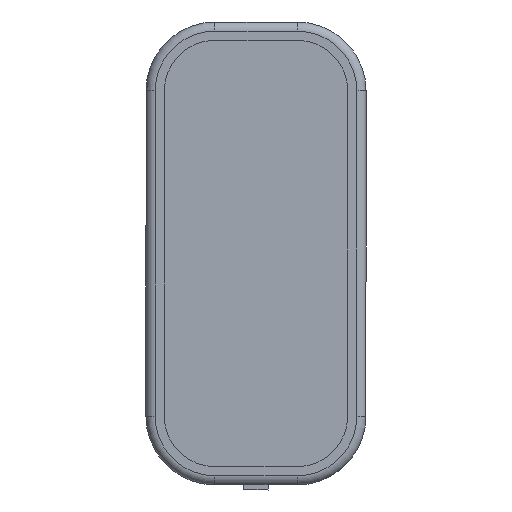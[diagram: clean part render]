
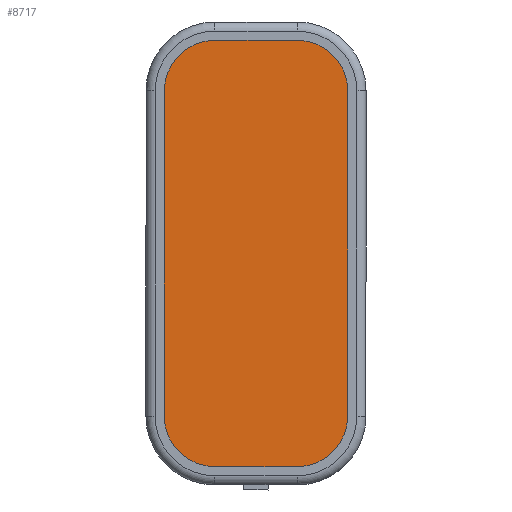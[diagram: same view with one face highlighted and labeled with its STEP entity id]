
A CAD part, front view. The second image highlights one B-rep face of the part: STEP entity #8717.
In plain terms, the highlighted planar face has unit normal (0, -1, 0).
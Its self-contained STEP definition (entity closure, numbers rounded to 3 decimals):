
#3006=CARTESIAN_POINT('',(19.135,0.2,84.609));
#3007=DIRECTION('',(0.,-1.,0.));
#3008=DIRECTION('',(1.,0.,0.));
#3009=AXIS2_PLACEMENT_3D('',#3006,#3007,#3008);
#3011=DIRECTION('',(0.,0.,1.));
#3012=VECTOR('',#3011,71.);
#3013=CARTESIAN_POINT('',(30.118,0.2,13.606));
#3014=LINE('',#3013,#3012);
#3015=CARTESIAN_POINT('',(19.118,0.2,13.609));
#3016=DIRECTION('',(0.,-1.,0.));
#3017=DIRECTION('',(0.,0.,-1.));
#3018=AXIS2_PLACEMENT_3D('',#3015,#3016,#3017);
#3020=DIRECTION('',(1.,0.,0.));
#3021=VECTOR('',#3020,18.);
#3022=CARTESIAN_POINT('',(1.115,0.2,2.613));
#3023=LINE('',#3022,#3021);
#3024=CARTESIAN_POINT('',(1.118,0.2,13.613));
#3025=DIRECTION('',(0.,-1.,0.));
#3026=DIRECTION('',(-1.,0.,0.));
#3027=AXIS2_PLACEMENT_3D('',#3024,#3025,#3026);
#3029=DIRECTION('',(0.,0.,-1.));
#3030=VECTOR('',#3029,71.);
#3031=CARTESIAN_POINT('',(-9.865,0.2,84.616));
#3032=LINE('',#3031,#3030);
#3033=CARTESIAN_POINT('',(1.135,0.2,84.613));
#3034=DIRECTION('',(0.,-1.,0.));
#3035=DIRECTION('',(0.,0.,1.));
#3036=AXIS2_PLACEMENT_3D('',#3033,#3034,#3035);
#3038=DIRECTION('',(-1.,0.,0.));
#3039=VECTOR('',#3038,18.);
#3040=CARTESIAN_POINT('',(19.138,0.2,95.609));
#3041=LINE('',#3040,#3039);
#3154=CARTESIAN_POINT('',(19.138,0.2,95.609));
#3155=VERTEX_POINT('',#3154);
#3156=CARTESIAN_POINT('',(30.135,0.2,84.606));
#3157=VERTEX_POINT('',#3156);
#3158=CARTESIAN_POINT('',(30.118,0.2,13.606));
#3159=VERTEX_POINT('',#3158);
#3160=CARTESIAN_POINT('',(19.115,0.2,2.609));
#3161=VERTEX_POINT('',#3160);
#3162=CARTESIAN_POINT('',(1.115,0.2,2.613));
#3163=VERTEX_POINT('',#3162);
#3164=CARTESIAN_POINT('',(-9.882,0.2,13.616));
#3165=VERTEX_POINT('',#3164);
#3166=CARTESIAN_POINT('',(-9.865,0.2,84.616));
#3167=VERTEX_POINT('',#3166);
#3168=CARTESIAN_POINT('',(1.138,0.2,95.613));
#3169=VERTEX_POINT('',#3168);
#8702=CARTESIAN_POINT('',(10.127,0.2,49.111));
#8703=DIRECTION('',(0.,1.,0.));
#8704=DIRECTION('',(0.,0.,-1.));
#8705=AXIS2_PLACEMENT_3D('',#8702,#8703,#8704);
#8706=PLANE('',#8705);
#8707=ORIENTED_EDGE('',*,*,#8542,.F.);
#8708=ORIENTED_EDGE('',*,*,#8564,.F.);
#8709=ORIENTED_EDGE('',*,*,#8585,.F.);
#8710=ORIENTED_EDGE('',*,*,#8606,.F.);
#8711=ORIENTED_EDGE('',*,*,#8627,.F.);
#8712=ORIENTED_EDGE('',*,*,#8648,.F.);
#8713=ORIENTED_EDGE('',*,*,#8669,.F.);
#8714=ORIENTED_EDGE('',*,*,#8689,.F.);
#8715=EDGE_LOOP('',(#8707,#8708,#8709,#8710,#8711,#8712,#8713,#8714));
#8716=FACE_OUTER_BOUND('',#8715,.F.);
#8717=ADVANCED_FACE('',(#8716),#8706,.F.);
#3010=CIRCLE('',#3009,11.);
#3019=CIRCLE('',#3018,11.);
#3028=CIRCLE('',#3027,11.);
#3037=CIRCLE('',#3036,11.);
#8542=EDGE_CURVE('',#3157,#3155,#3010,.T.);
#8564=EDGE_CURVE('',#3159,#3157,#3014,.T.);
#8585=EDGE_CURVE('',#3161,#3159,#3019,.T.);
#8606=EDGE_CURVE('',#3163,#3161,#3023,.T.);
#8627=EDGE_CURVE('',#3165,#3163,#3028,.T.);
#8648=EDGE_CURVE('',#3167,#3165,#3032,.T.);
#8669=EDGE_CURVE('',#3169,#3167,#3037,.T.);
#8689=EDGE_CURVE('',#3155,#3169,#3041,.T.);
